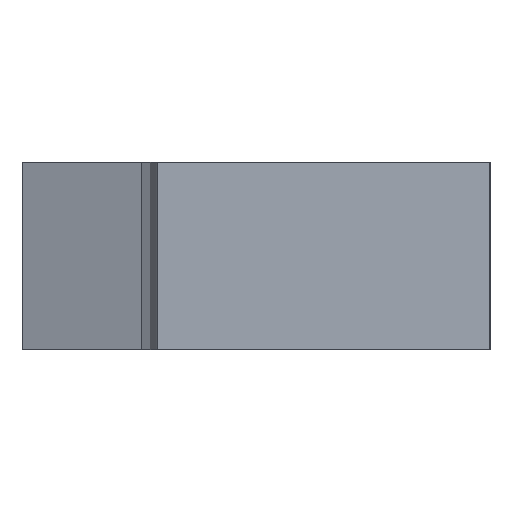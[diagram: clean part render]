
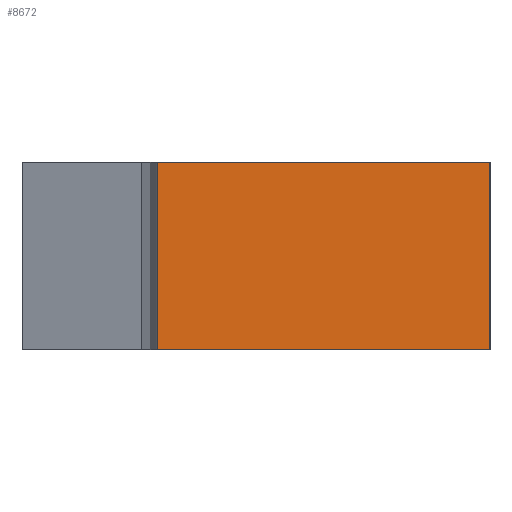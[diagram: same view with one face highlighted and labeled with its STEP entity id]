
A CAD part, left-side view. The second image highlights one B-rep face of the part: STEP entity #8672.
In plain terms, the highlighted planar face has unit normal (-1, 0, 0).
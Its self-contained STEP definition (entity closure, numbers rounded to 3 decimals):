
#114=CARTESIAN_POINT('',(-6.127,-26.3,12.));
#115=VERTEX_POINT('',#114);
#122=CARTESIAN_POINT('',(-6.127,-26.3,0.));
#123=VERTEX_POINT('',#122);
#124=CARTESIAN_POINT('',(-6.127,-26.3,12.));
#125=DIRECTION('',(0.0,0.0,-1.0));
#126=VECTOR('',#125,12.);
#127=LINE('',#124,#126);
#128=EDGE_CURVE('',#115,#123,#127,.T.);
#8095=CARTESIAN_POINT('',(-6.127,-5.,12.));
#8096=VERTEX_POINT('',#8095);
#8103=CARTESIAN_POINT('',(-6.127,-5.,12.));
#8104=DIRECTION('',(0.0,-1.0,0.0));
#8105=VECTOR('',#8104,21.3);
#8106=LINE('',#8103,#8105);
#8107=EDGE_CURVE('',#8096,#115,#8106,.T.);
#8649=CARTESIAN_POINT('',(-6.127,-11.3,6.));
#8650=DIRECTION('',(1.0,0.0,0.0));
#8651=DIRECTION('',(0.0,0.0,-1.0));
#8652=AXIS2_PLACEMENT_3D('',#8649,#8650,#8651);
#8653=PLANE('',#8652);
#8654=CARTESIAN_POINT('',(-6.127,-5.0,0.));
#8655=VERTEX_POINT('',#8654);
#8656=CARTESIAN_POINT('',(-6.127,-5.,0.));
#8657=DIRECTION('',(0.0,0.0,1.0));
#8658=VECTOR('',#8657,12.);
#8659=LINE('',#8656,#8658);
#8660=EDGE_CURVE('',#8655,#8096,#8659,.T.);
#8661=ORIENTED_EDGE('',*,*,#8660,.F.);
#8662=CARTESIAN_POINT('',(-6.127,-26.3,0.0));
#8663=DIRECTION('',(0.0,1.0,0.0));
#8664=VECTOR('',#8663,21.3);
#8665=LINE('',#8662,#8664);
#8666=EDGE_CURVE('',#123,#8655,#8665,.T.);
#8667=ORIENTED_EDGE('',*,*,#8666,.F.);
#8668=ORIENTED_EDGE('',*,*,#128,.F.);
#8669=ORIENTED_EDGE('',*,*,#8107,.F.);
#8670=EDGE_LOOP('',(#8661,#8667,#8668,#8669));
#8671=FACE_OUTER_BOUND('',#8670,.T.);
#8672=ADVANCED_FACE('',(#8671),#8653,.F.);
